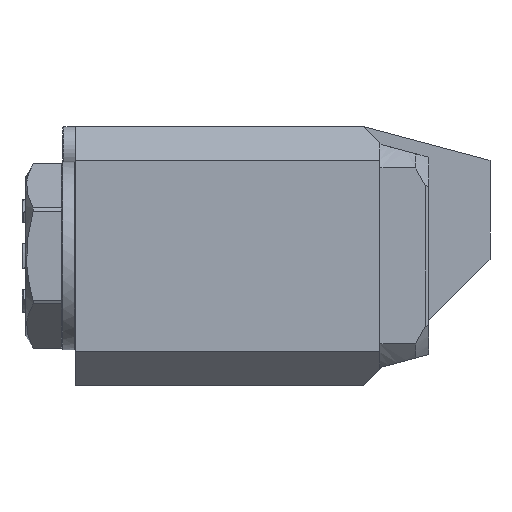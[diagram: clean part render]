
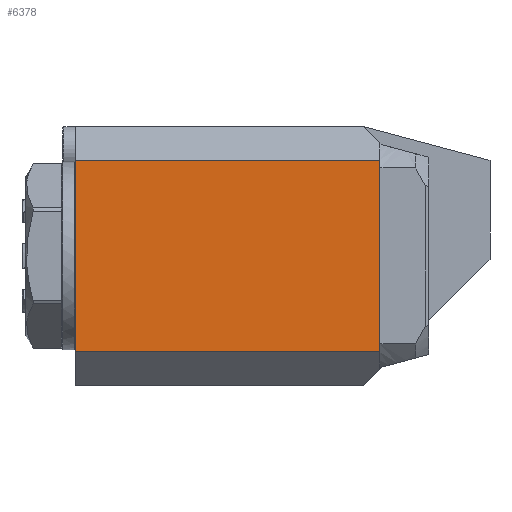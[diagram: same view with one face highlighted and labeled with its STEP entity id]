
A CAD part, left-side view. The second image highlights one B-rep face of the part: STEP entity #6378.
In plain terms, the highlighted planar face has unit normal (-1, 0, 0).
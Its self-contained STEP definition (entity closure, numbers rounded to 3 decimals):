
#292=LINE('',#9840,#878);
#294=LINE('',#9844,#880);
#295=LINE('',#9846,#881);
#296=LINE('',#9848,#882);
#878=VECTOR('',#7673,1000.);
#880=VECTOR('',#7677,1000.);
#881=VECTOR('',#7678,1000.);
#882=VECTOR('',#7679,1000.);
#1434=PLANE('',#6826);
#1963=ORIENTED_EDGE('',*,*,#3700,.T.);
#1964=ORIENTED_EDGE('',*,*,#3698,.F.);
#1965=ORIENTED_EDGE('',*,*,#3701,.T.);
#1966=ORIENTED_EDGE('',*,*,#3702,.T.);
#3698=EDGE_CURVE('',#4590,#4591,#292,.F.);
#3700=EDGE_CURVE('',#4592,#4591,#294,.T.);
#3701=EDGE_CURVE('',#4590,#4593,#295,.T.);
#3702=EDGE_CURVE('',#4593,#4592,#296,.T.);
#4590=VERTEX_POINT('',#9839);
#4591=VERTEX_POINT('',#9841);
#4592=VERTEX_POINT('',#9845);
#4593=VERTEX_POINT('',#9847);
#5379=EDGE_LOOP('',(#1963,#1964,#1965,#1966));
#5832=FACE_BOUND('',#5379,.T.);
#6378=ADVANCED_FACE('',(#5832),#1434,.F.);
#6826=AXIS2_PLACEMENT_3D('',#9843,#7675,#7676);
#7673=DIRECTION('',(0.,0.,-1.));
#7675=DIRECTION('',(1.,0.,0.));
#7676=DIRECTION('',(0.,0.,1.));
#7677=DIRECTION('',(0.,1.,0.));
#7678=DIRECTION('',(0.,-1.,0.));
#7679=DIRECTION('',(0.,0.,1.));
#9839=CARTESIAN_POINT('',(-167.,49.,-29.5));
#9840=CARTESIAN_POINT('',(-167.,49.,-40.));
#9841=CARTESIAN_POINT('',(-167.,49.,29.5));
#9843=CARTESIAN_POINT('',(-167.,-45.,-40.));
#9844=CARTESIAN_POINT('',(-167.,-45.,29.5));
#9845=CARTESIAN_POINT('',(-167.,-45.,29.5));
#9846=CARTESIAN_POINT('',(-167.,-40.,-29.5));
#9847=CARTESIAN_POINT('',(-167.,-45.,-29.5));
#9848=CARTESIAN_POINT('',(-167.,-45.,-40.));
